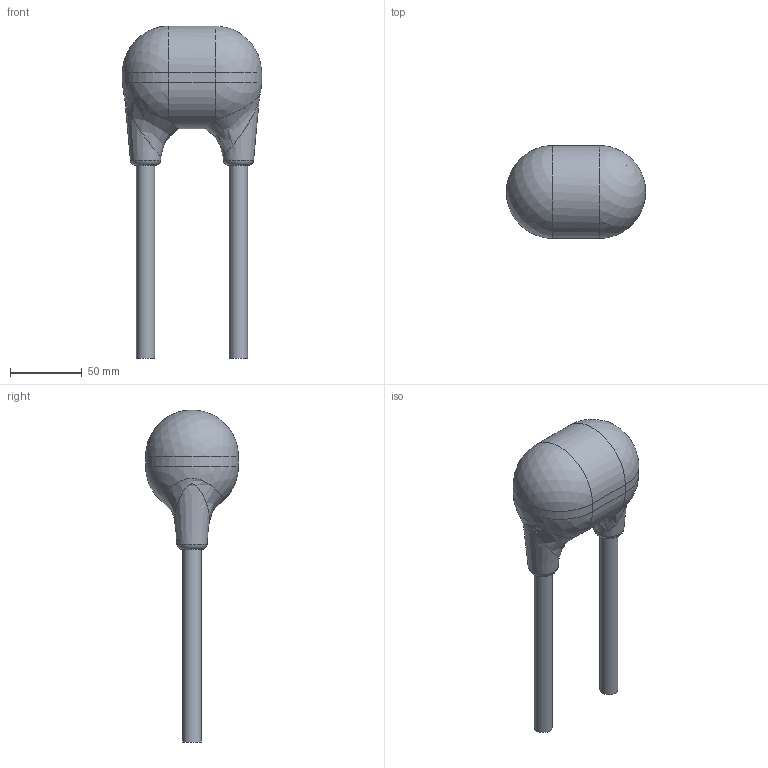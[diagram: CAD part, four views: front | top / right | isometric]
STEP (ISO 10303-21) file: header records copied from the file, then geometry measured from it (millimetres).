
FILE_DESCRIPTION(/* description */ (''),/* implementation_level */ '2;1');
FILE_NAME(/* name */ 'CAPRR254-254X381X508.stp',/* time_stamp */ '2015-04-16T09:57:42+02:00',/* author */ ('admchouv'),/* organization */ (''),/* preprocessor_version */ 'ST-DEVELOPER v15.5',/* originating_system */ 'AutoCAD Mechanical',/* authorisation */ '');
FILE_SCHEMA (('AUTOMOTIVE_DESIGN { 1 0 10303 214 3 1 1 }'));
Length unit declared in the file: inch
Products named in the file (1): Product
Bounding box: 96.77 x 64.52 x 230.58 mm (x, y, z)
Volume: 350667.4 mm3; surface area: 48041 mm2
Topology: 4 solids, 4 shells, 26 faces, 79 edges, 82 vertices
Faces by surface type: plane 10, cylinder 6, sphere 4, torus 2, cone 2, bspline 2
Full cylindrical faces by diameter (mm): 12.7 x2
Entity records: 1119 total; most frequent: CARTESIAN_POINT 468, DIRECTION 138, ORIENTED_EDGE 80, AXIS2_PLACEMENT_3D 55, EDGE_CURVE 40, EDGE_LOOP 32, CIRCLE 30, VERTEX_POINT 28
